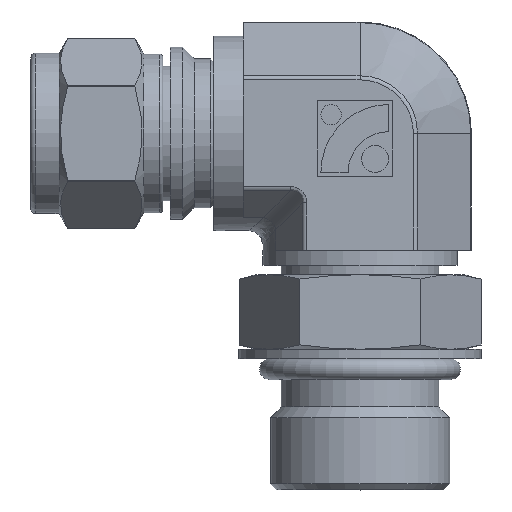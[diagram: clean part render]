
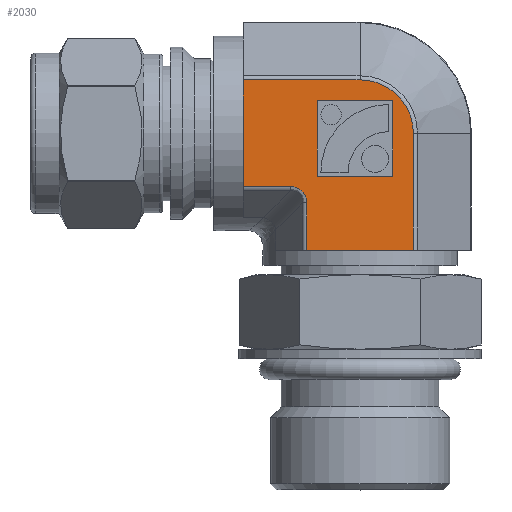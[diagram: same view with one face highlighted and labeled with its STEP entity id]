
A CAD part, top view. The second image highlights one B-rep face of the part: STEP entity #2030.
In plain terms, the highlighted planar face has unit normal (0, 0, 1).
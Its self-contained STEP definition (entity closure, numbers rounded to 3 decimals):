
#85=FACE_BOUND('',#663,.T.);
#147=ELLIPSE('',#2184,2.582,2.);
#171=LINE('',#3157,#296);
#174=LINE('',#3175,#299);
#180=LINE('',#3233,#305);
#186=LINE('',#3247,#311);
#187=LINE('',#3278,#312);
#188=LINE('',#3283,#313);
#191=LINE('',#3290,#316);
#192=LINE('',#3298,#317);
#218=LINE('',#3491,#343);
#219=LINE('',#3493,#344);
#220=LINE('',#3495,#345);
#221=LINE('',#3496,#346);
#296=VECTOR('',#2477,10.);
#299=VECTOR('',#2496,10.);
#305=VECTOR('',#2530,10.);
#311=VECTOR('',#2546,10.);
#312=VECTOR('',#2555,10.);
#313=VECTOR('',#2560,10.);
#316=VECTOR('',#2567,10.);
#317=VECTOR('',#2578,10.);
#343=VECTOR('',#2728,10.);
#344=VECTOR('',#2729,10.);
#345=VECTOR('',#2730,10.);
#346=VECTOR('',#2731,10.);
#427=PLANE('',#2257);
#522=FACE_OUTER_BOUND('',#662,.T.);
#662=EDGE_LOOP('',(#1620,#1621,#1622,#1623,#1624,#1625,#1626,#1627,#1628,
#1629));
#663=EDGE_LOOP('',(#1630,#1631,#1632,#1633));
#786=CIRCLE('',#2194,5.658);
#890=VERTEX_POINT('',#3094);
#911=VERTEX_POINT('',#3154);
#916=VERTEX_POINT('',#3169);
#918=VERTEX_POINT('',#3173);
#925=VERTEX_POINT('',#3230);
#929=VERTEX_POINT('',#3246);
#930=VERTEX_POINT('',#3274);
#931=VERTEX_POINT('',#3280);
#934=VERTEX_POINT('',#3288);
#936=VERTEX_POINT('',#3294);
#961=VERTEX_POINT('',#3489);
#962=VERTEX_POINT('',#3490);
#963=VERTEX_POINT('',#3492);
#964=VERTEX_POINT('',#3494);
#1099=EDGE_CURVE('',#890,#911,#171,.T.);
#1107=EDGE_CURVE('',#918,#916,#174,.T.);
#1122=EDGE_CURVE('',#925,#890,#180,.T.);
#1129=EDGE_CURVE('',#916,#929,#186,.T.);
#1131=EDGE_CURVE('',#929,#930,#147,.T.);
#1133=EDGE_CURVE('',#930,#925,#187,.T.);
#1135=EDGE_CURVE('',#931,#918,#188,.T.);
#1139=EDGE_CURVE('',#934,#931,#191,.T.);
#1142=EDGE_CURVE('',#936,#934,#786,.T.);
#1143=EDGE_CURVE('',#911,#936,#192,.T.);
#1198=EDGE_CURVE('',#961,#962,#218,.T.);
#1199=EDGE_CURVE('',#962,#963,#219,.T.);
#1200=EDGE_CURVE('',#963,#964,#220,.T.);
#1201=EDGE_CURVE('',#964,#961,#221,.T.);
#1620=ORIENTED_EDGE('',*,*,#1143,.F.);
#1621=ORIENTED_EDGE('',*,*,#1099,.F.);
#1622=ORIENTED_EDGE('',*,*,#1122,.F.);
#1623=ORIENTED_EDGE('',*,*,#1133,.F.);
#1624=ORIENTED_EDGE('',*,*,#1131,.F.);
#1625=ORIENTED_EDGE('',*,*,#1129,.F.);
#1626=ORIENTED_EDGE('',*,*,#1107,.F.);
#1627=ORIENTED_EDGE('',*,*,#1135,.F.);
#1628=ORIENTED_EDGE('',*,*,#1139,.F.);
#1629=ORIENTED_EDGE('',*,*,#1142,.F.);
#1630=ORIENTED_EDGE('',*,*,#1198,.T.);
#1631=ORIENTED_EDGE('',*,*,#1199,.T.);
#1632=ORIENTED_EDGE('',*,*,#1200,.T.);
#1633=ORIENTED_EDGE('',*,*,#1201,.T.);
#2030=ADVANCED_FACE('',(#522,#85),#427,.T.);
#2184=AXIS2_PLACEMENT_3D('',#3275,#2549,#2550);
#2194=AXIS2_PLACEMENT_3D('',#3296,#2574,#2575);
#2257=AXIS2_PLACEMENT_3D('',#3488,#2726,#2727);
#2477=DIRECTION('',(0.,1.,0.));
#2496=DIRECTION('',(-1.,0.,0.));
#2530=DIRECTION('',(0.,1.,0.));
#2546=DIRECTION('',(0.,1.,0.));
#2549=DIRECTION('center_axis',(0.,0.,
1.));
#2550=DIRECTION('ref_axis',(0.707,0.707,0.));
#2555=DIRECTION('',(-1.,0.,0.));
#2560=DIRECTION('',(-1.,0.,0.));
#2567=DIRECTION('',(0.,-1.,0.));
#2574=DIRECTION('center_axis',(0.,0.,
-1.));
#2575=DIRECTION('ref_axis',(0.707,0.707,0.));
#2578=DIRECTION('',(1.,0.,0.));
#2726=DIRECTION('center_axis',(0.,0.,
1.));
#2727=DIRECTION('ref_axis',(0.,1.,0.));
#2728=DIRECTION('',(-1.,0.,0.));
#2729=DIRECTION('',(0.,1.,0.));
#2730=DIRECTION('',(1.,0.,0.));
#2731=DIRECTION('',(0.,-1.,0.));
#3094=CARTESIAN_POINT('',(-12.4,0.,10.3));
#3154=CARTESIAN_POINT('',(-12.4,5.658,10.3));
#3157=CARTESIAN_POINT('',(-12.4,-5.947,10.3));
#3169=CARTESIAN_POINT('',(-5.658,-12.4,10.3));
#3173=CARTESIAN_POINT('',(0.,-12.4,10.3));
#3175=CARTESIAN_POINT('',(-5.947,-12.4,10.3));
#3230=CARTESIAN_POINT('',(-12.4,-5.658,10.3));
#3233=CARTESIAN_POINT('',(-12.4,-5.947,10.3));
#3246=CARTESIAN_POINT('',(-5.658,-7.39,10.3));
#3247=CARTESIAN_POINT('',(-5.658,0.,10.3));
#3274=CARTESIAN_POINT('',(-7.39,-5.658,10.3));
#3275=CARTESIAN_POINT('Origin',(-7.967,-7.967,10.3));
#3278=CARTESIAN_POINT('',(0.,-5.658,10.3));
#3280=CARTESIAN_POINT('',(5.658,-12.4,10.3));
#3283=CARTESIAN_POINT('',(-5.947,-12.4,10.3));
#3288=CARTESIAN_POINT('',(5.658,0.,10.3));
#3290=CARTESIAN_POINT('',(5.658,0.,10.3));
#3294=CARTESIAN_POINT('',(0.,5.658,10.3));
#3296=CARTESIAN_POINT('Origin',(0.,0.,
10.3));
#3298=CARTESIAN_POINT('',(0.,5.658,10.3));
#3488=CARTESIAN_POINT('Origin',(0.,0.,
10.3));
#3489=CARTESIAN_POINT('',(3.45,-4.55,10.3));
#3490=CARTESIAN_POINT('',(-4.55,-4.55,10.3));
#3491=CARTESIAN_POINT('',(1.725,-4.55,10.3));
#3492=CARTESIAN_POINT('',(-4.55,3.45,10.3));
#3493=CARTESIAN_POINT('',(-4.55,-2.275,10.3));
#3494=CARTESIAN_POINT('',(3.45,3.45,10.3));
#3495=CARTESIAN_POINT('',(-2.275,3.45,10.3));
#3496=CARTESIAN_POINT('',(3.45,1.725,10.3));
